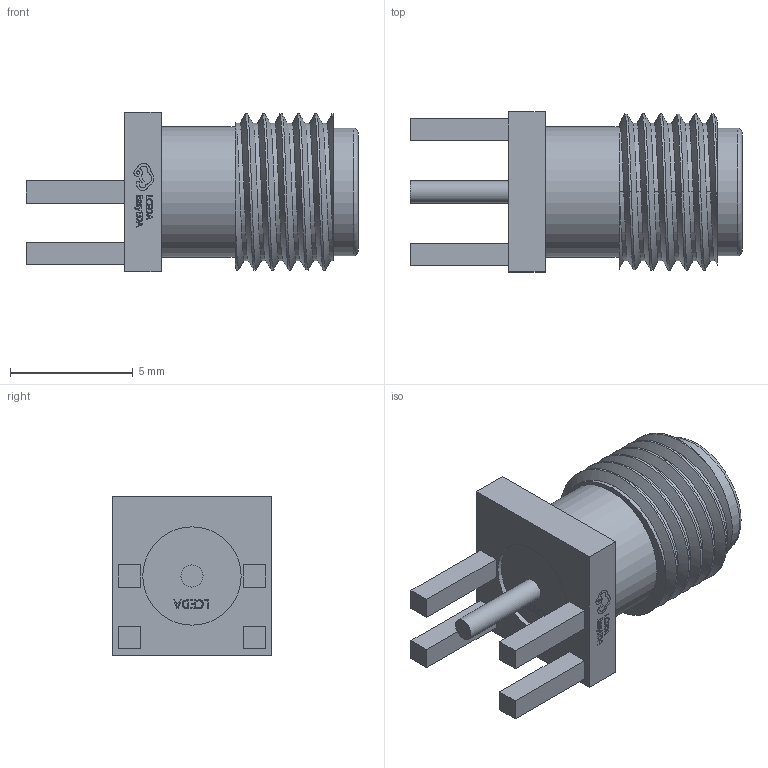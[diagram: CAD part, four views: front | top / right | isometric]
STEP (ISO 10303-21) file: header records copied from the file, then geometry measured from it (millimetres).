
FILE_DESCRIPTION(/* description */ (''),/* implementation_level */ '2;1');
FILE_NAME(/* name */ 'SMA-SMD_BWSMA-KE-P001.step',/* time_stamp */ '2023-07-03T12:40:59+08:00',/* author */ (''),/* organization */ (''),/* preprocessor_version */ 'ST-DEVELOPER v19.2',/* originating_system */ 'Autodesk Translation Framework v12.6.0.85',/* authorisation */ '');
FILE_SCHEMA (('AUTOMOTIVE_DESIGN { 1 0 10303 214 3 1 1 }'));
Length unit declared in the file: millimetre
Products named in the file (5): (未保存); COMPOUND; SMA1; SMA-SMD_BWSMA-KE-P001; COMPOUND (1)
Assembly tree (4 placements, depth 4):
  (未保存)
    COMPOUND
    SMA1
      SMA-SMD_BWSMA-KE-P001
        COMPOUND (1)
Bounding box: 13.5 x 6.5 x 6.5 mm (x, y, z)
Volume: 239.1 mm3; surface area: 439.9 mm2
Topology: 20 solids, 20 shells, 303 faces, 801 edges, 551 vertices
Faces by surface type: plane 180, bspline 100, cylinder 22, torus 1
Full cylindrical faces by diameter (mm): 0.9 x1, 1.2 x2, 1.6 x1, 4 x1, 4.567 x1, 5.2 x1, 5.3 x1, 5.586 x5, 6.35 x5
Entity records: 11370 total; most frequent: CARTESIAN_POINT 3851, ORIENTED_EDGE 1602, DIRECTION 1175, EDGE_CURVE 801, VERTEX_POINT 551, LINE 537, VECTOR 537, EDGE_LOOP 330
